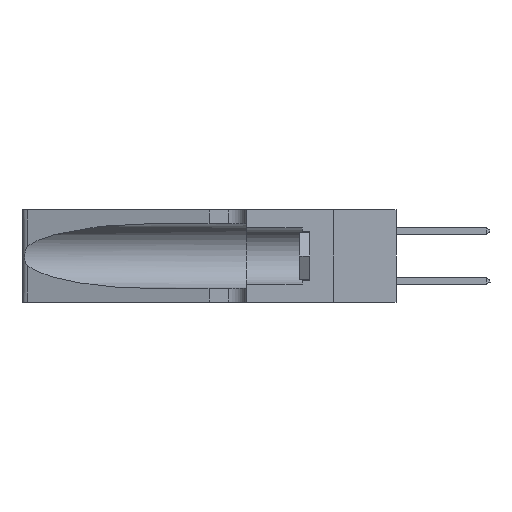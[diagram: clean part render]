
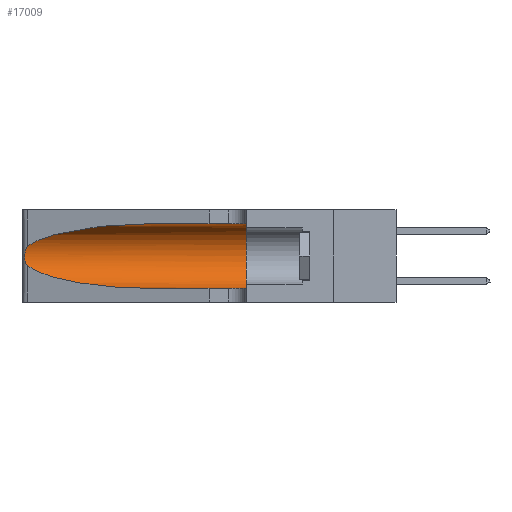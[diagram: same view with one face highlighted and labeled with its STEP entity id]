
A CAD part, left-side view. The second image highlights one B-rep face of the part: STEP entity #17009.
In plain terms, the highlighted cylindrical face has radius 3.308 mm (diameter 6.617 mm), a partial arc.
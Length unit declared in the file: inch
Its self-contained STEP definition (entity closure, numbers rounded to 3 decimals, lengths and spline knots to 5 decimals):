
#95 = ORIENTED_EDGE ( 'NONE', *, *, #27120, .T. ) ;
#749 = CARTESIAN_POINT ( 'NONE',  ( 0.1305, 1.61858, 0.31525 ) ) ;
#898 = EDGE_CURVE ( 'NONE', #3540, #8570, #17008, .T. ) ;
#919 = CARTESIAN_POINT ( 'NONE',  ( 0.25487, 1.22718, 0.14631 ) ) ;
#1385 = CARTESIAN_POINT ( 'NONE',  ( 0.25487, 1.22718, 0.22369 ) ) ;
#1981 = LINE ( 'NONE', #749, #21804 ) ;
#2430 = EDGE_LOOP ( 'NONE', ( #14303, #13924, #95, #22817, #18669, #4171 ) ) ;
#2846 = EDGE_CURVE ( 'NONE', #16285, #3540, #1981, .T. ) ;
#3035 = DIRECTION ( 'NONE',  ( 0., 0., -1. ) ) ;
#3433 = CARTESIAN_POINT ( 'NONE',  ( 0.26075, 1.23896, 0.19203 ) ) ;
#3530 = CARTESIAN_POINT ( 'NONE',  ( 0.25854, 1.2359, 0.20912 ) ) ;
#3540 = VERTEX_POINT ( 'NONE', #5322 ) ;
#4171 = ORIENTED_EDGE ( 'NONE', *, *, #2846, .F. ) ;
#4606 = LINE ( 'NONE', #21309, #10901 ) ;
#5177 = CARTESIAN_POINT ( 'NONE',  ( 0.1305, 0.35, 0.05475 ) ) ;
#5279 = CARTESIAN_POINT ( 'NONE',  ( 0.2373, 1.15595, 0.08982 ) ) ;
#5322 = CARTESIAN_POINT ( 'NONE',  ( 0.1305, 0.35, 0.31525 ) ) ;
#5480 = CARTESIAN_POINT ( 'NONE',  ( 0.1305, 0.35, 0.185 ) ) ;
#5623 = DIRECTION ( 'NONE',  ( 0., -1., 0. ) ) ;
#5675 = CARTESIAN_POINT ( 'NONE',  ( 0.26075, 1.23896, 0.178 ) ) ;
#5910 =( BOUNDED_CURVE ( )  B_SPLINE_CURVE ( 3, ( #919, #5279, #24180, #13686 ),
 .UNSPECIFIED., .F., .F. ) 
 B_SPLINE_CURVE_WITH_KNOTS ( ( 4, 4 ),
 ( 3.44316, 4.71239 ),
 .UNSPECIFIED. ) 
 CURVE ( )  GEOMETRIC_REPRESENTATION_ITEM ( )  RATIONAL_B_SPLINE_CURVE ( ( 1., 0.87, 0.87, 1. ) ) 
 REPRESENTATION_ITEM ( '' )  );
#6422 = CARTESIAN_POINT ( 'NONE',  ( 0.2373, 1.15595, 0.28018 ) ) ;
#6924 = AXIS2_PLACEMENT_3D ( 'NONE', #14212, #5623, #3035 ) ;
#7584 = DIRECTION ( 'NONE',  ( 0., 0., 1. ) ) ;
#8099 = CARTESIAN_POINT ( 'NONE',  ( 0.25487, 1.22718, 0.22369 ) ) ;
#8158 = CYLINDRICAL_SURFACE ( 'NONE', #6924, 0.13025 ) ;
#8570 = VERTEX_POINT ( 'NONE', #5177 ) ;
#9693 = CARTESIAN_POINT ( 'NONE',  ( 0.25555, 1.22993, 0.14849 ) ) ;
#9975 = CARTESIAN_POINT ( 'NONE',  ( 0.25639, 1.23184, 0.21858 ) ) ;
#10901 = VECTOR ( 'NONE', #25652, 39.37008 ) ;
#12121 = CARTESIAN_POINT ( 'NONE',  ( 0.25555, 1.22994, 0.2215 ) ) ;
#12978 = EDGE_CURVE ( 'NONE', #16880, #14840, #16742, .T. ) ;
#13009 = CARTESIAN_POINT ( 'NONE',  ( 0.25487, 1.22718, 0.22369 ) ) ;
#13686 = CARTESIAN_POINT ( 'NONE',  ( 0.1305, 0.72297, 0.05475 ) ) ;
#13895 = CARTESIAN_POINT ( 'NONE',  ( 0.25787, 1.23484, 0.2124 ) ) ;
#13924 = ORIENTED_EDGE ( 'NONE', *, *, #12978, .T. ) ;
#14069 =( BOUNDED_CURVE ( )  B_SPLINE_CURVE ( 3, ( #27276, #14835, #6422, #8099 ),
 .UNSPECIFIED., .F., .F. ) 
 B_SPLINE_CURVE_WITH_KNOTS ( ( 4, 4 ),
 ( 1.5708, 2.84003 ),
 .UNSPECIFIED. ) 
 CURVE ( )  GEOMETRIC_REPRESENTATION_ITEM ( )  RATIONAL_B_SPLINE_CURVE ( ( 1., 0.87, 0.87, 1. ) ) 
 REPRESENTATION_ITEM ( '' )  );
#14212 = CARTESIAN_POINT ( 'NONE',  ( 0.1305, 1.61858, 0.185 ) ) ;
#14285 = AXIS2_PLACEMENT_3D ( 'NONE', #5480, #22519, #7584 ) ;
#14303 = ORIENTED_EDGE ( 'NONE', *, *, #25955, .T. ) ;
#14835 = CARTESIAN_POINT ( 'NONE',  ( 0.18966, 0.96281, 0.31525 ) ) ;
#14840 = VERTEX_POINT ( 'NONE', #26216 ) ;
#15575 = CARTESIAN_POINT ( 'NONE',  ( 0.1305, 0.72297, 0.31525 ) ) ;
#16268 = CARTESIAN_POINT ( 'NONE',  ( 0.25639, 1.23186, 0.15144 ) ) ;
#16285 = VERTEX_POINT ( 'NONE', #15575 ) ;
#16742 = B_SPLINE_CURVE_WITH_KNOTS ( 'NONE', 3,
 ( #1385, #12121, #9975, #13895, #3530, #18305, #3433, #5675, #26767, #20418, #22526, #16268, #9693, #26861 ),
 .UNSPECIFIED., .F., .F.,
 ( 4, 2, 2, 2, 2, 2, 4 ),
 ( 0., 0.00027, 0.00053, 0.00107, 0.0016, 0.00187, 0.00214 ),
 .UNSPECIFIED. ) ;
#16880 = VERTEX_POINT ( 'NONE', #13009 ) ;
#17008 = CIRCLE ( 'NONE', #14285, 0.13025 ) ;
#17009 = ADVANCED_FACE ( 'NONE', ( #20015 ), #8158, .F. ) ;
#17809 = CARTESIAN_POINT ( 'NONE',  ( 0.1305, 0.72297, 0.05475 ) ) ;
#18305 = CARTESIAN_POINT ( 'NONE',  ( 0.26018, 1.23835, 0.19895 ) ) ;
#18669 = ORIENTED_EDGE ( 'NONE', *, *, #898, .F. ) ;
#19680 = VERTEX_POINT ( 'NONE', #17809 ) ;
#20015 = FACE_OUTER_BOUND ( 'NONE', #2430, .T. ) ;
#20418 = CARTESIAN_POINT ( 'NONE',  ( 0.25856, 1.23593, 0.16098 ) ) ;
#21309 = CARTESIAN_POINT ( 'NONE',  ( 0.1305, 1.61858, 0.05475 ) ) ;
#21804 = VECTOR ( 'NONE', #22067, 39.37008 ) ;
#22067 = DIRECTION ( 'NONE',  ( 0., -1., 0. ) ) ;
#22212 = EDGE_CURVE ( 'NONE', #19680, #8570, #4606, .T. ) ;
#22519 = DIRECTION ( 'NONE',  ( 0., 1., 0. ) ) ;
#22526 = CARTESIAN_POINT ( 'NONE',  ( 0.25789, 1.23486, 0.15765 ) ) ;
#22817 = ORIENTED_EDGE ( 'NONE', *, *, #22212, .T. ) ;
#24180 = CARTESIAN_POINT ( 'NONE',  ( 0.18966, 0.96281, 0.05475 ) ) ;
#25652 = DIRECTION ( 'NONE',  ( 0., -1., 0. ) ) ;
#25955 = EDGE_CURVE ( 'NONE', #16285, #16880, #14069, .T. ) ;
#26216 = CARTESIAN_POINT ( 'NONE',  ( 0.25487, 1.22718, 0.14631 ) ) ;
#26767 = CARTESIAN_POINT ( 'NONE',  ( 0.26017, 1.23833, 0.17102 ) ) ;
#26861 = CARTESIAN_POINT ( 'NONE',  ( 0.25487, 1.22718, 0.14631 ) ) ;
#27120 = EDGE_CURVE ( 'NONE', #14840, #19680, #5910, .T. ) ;
#27276 = CARTESIAN_POINT ( 'NONE',  ( 0.1305, 0.72297, 0.31525 ) ) ;
